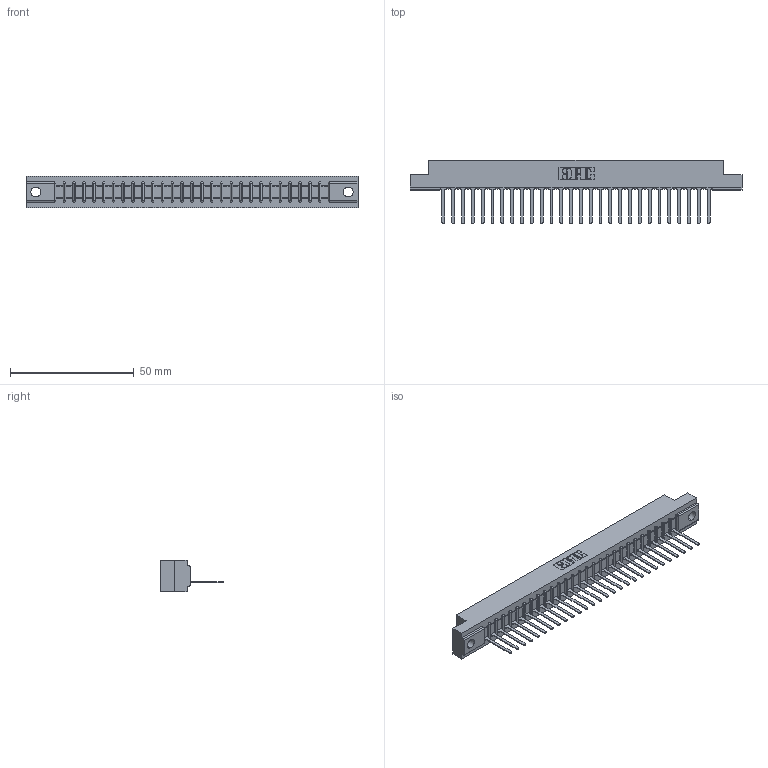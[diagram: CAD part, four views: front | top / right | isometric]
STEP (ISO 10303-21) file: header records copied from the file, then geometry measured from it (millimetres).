
FILE_DESCRIPTION (( 'STEP AP203' ), '1' );
FILE_NAME ('357-028-447-104.STEP', '2020-10-01T20:58:13', ( '' ), ( '' ), 'SwSTEP 2.0', 'SolidWorks 2020', '' );
FILE_SCHEMA (( 'CONFIG_CONTROL_DESIGN' ));
Length unit declared in the file: inch
Products named in the file (3): 357-028-447-104; 307-290-001_547; 307 Part_.156 Dia Mounting Holes
Assembly tree (29 placements, depth 2):
  357-028-447-104
    307 Part_.156 Dia Mounting Holes
    307-290-001_547  x28
Bounding box: 133.96 x 25.43 x 12.7 mm (x, y, z)
Volume: 13785.6 mm3; surface area: 14657.4 mm2
Topology: 29 solids, 29 shells, 1729 faces, 4895 edges, 3146 vertices
Faces by surface type: plane 1120, cylinder 551, sphere 58
Entity records: 26116 total; most frequent: CARTESIAN_POINT 4398, ORIENTED_EDGE 4382, DIRECTION 4277, EDGE_CURVE 2191, LINE 1683, VECTOR 1683, VERTEX_POINT 1418, AXIS2_PLACEMENT_3D 1297
